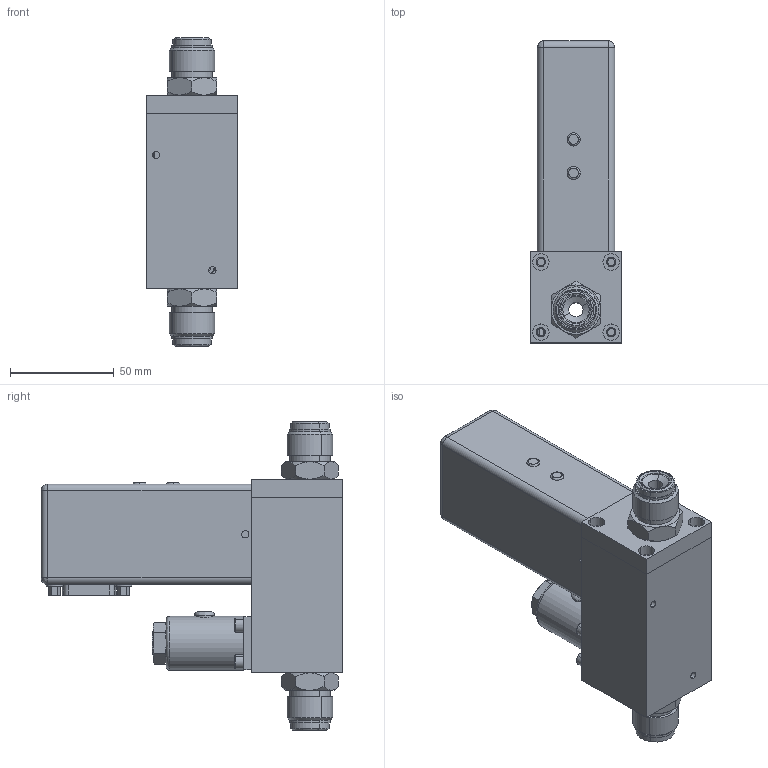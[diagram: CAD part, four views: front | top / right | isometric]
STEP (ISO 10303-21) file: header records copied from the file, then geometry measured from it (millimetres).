
FILE_DESCRIPTION (( 'STEP AP203' ), '1' );
FILE_NAME ('5851-EA-4-B-G.STEP', '2018-05-09T18:56:43', ( 'mrutkowski' ), ( 'Hewlett-Packard Company' ), 'SwSTEP 2.0', 'SolidWorks 2017', '' );
FILE_SCHEMA (( 'CONFIG_CONTROL_DESIGN' ));
Length unit declared in the file: inch
Products named in the file (1): 5851-EA-4-B-G
Bounding box: 44.18 x 145.78 x 148.92 mm (x, y, z)
Surface area: 69288.3 mm2 (no closed solid volume)
Topology: 0 solids, 23 shells, 345 faces, 929 edges, 637 vertices
Faces by surface type: plane 146, cylinder 118, cone 57, bspline 24
Entity records: 12551 total; most frequent: CARTESIAN_POINT 3867, DIRECTION 1840, ORIENTED_EDGE 1612, EDGE_CURVE 926, AXIS2_PLACEMENT_3D 724, VERTEX_POINT 637, EDGE_LOOP 436, CIRCLE 402
